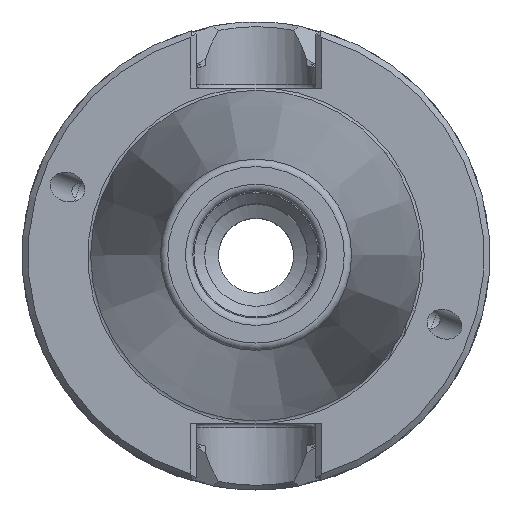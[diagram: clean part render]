
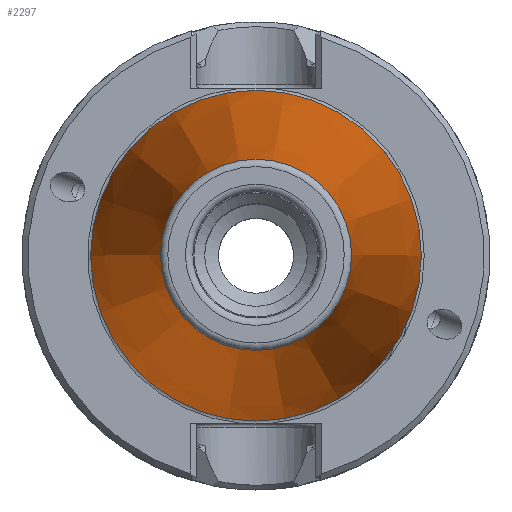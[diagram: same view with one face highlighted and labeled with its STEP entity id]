
A CAD part, top view. The second image highlights one B-rep face of the part: STEP entity #2297.
In plain terms, the highlighted conical face has half-angle 8.297 degrees and reference radius 12.871 mm.
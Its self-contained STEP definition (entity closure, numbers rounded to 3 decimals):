
#191=CONICAL_SURFACE('',#2465,12.871,0.145);
#212=CIRCLE('',#2347,22.268);
#249=CIRCLE('',#2464,12.871);
#654=ORIENTED_EDGE('',*,*,#741,.T.);
#655=ORIENTED_EDGE('',*,*,#908,.F.);
#741=EDGE_CURVE('',#950,#950,#212,.T.);
#908=EDGE_CURVE('',#1061,#1061,#249,.T.);
#950=VERTEX_POINT('',#3060);
#1061=VERTEX_POINT('',#3640);
#1234=EDGE_LOOP('',(#654));
#1235=EDGE_LOOP('',(#655));
#1392=FACE_BOUND('',#1234,.T.);
#1393=FACE_BOUND('',#1235,.T.);
#2297=ADVANCED_FACE('',(#1392,#1393),#191,.T.);
#2347=AXIS2_PLACEMENT_3D('',#3059,#2550,#2551);
#2464=AXIS2_PLACEMENT_3D('',#3639,#2848,#2849);
#2465=AXIS2_PLACEMENT_3D('',#3641,#2850,#2851);
#2550=DIRECTION('',(0.,0.,1.));
#2551=DIRECTION('',(1.,0.,0.));
#2848=DIRECTION('',(0.,0.,1.));
#2849=DIRECTION('',(1.,0.,0.));
#2850=DIRECTION('',(0.,0.,-1.));
#2851=DIRECTION('',(-1.,0.,0.));
#3059=CARTESIAN_POINT('',(0.,0.,0.106));
#3060=CARTESIAN_POINT('',(22.268,0.,0.106));
#3639=CARTESIAN_POINT('',(0.,0.,64.544));
#3640=CARTESIAN_POINT('',(12.871,0.,64.544));
#3641=CARTESIAN_POINT('',(0.,0.,64.544));
